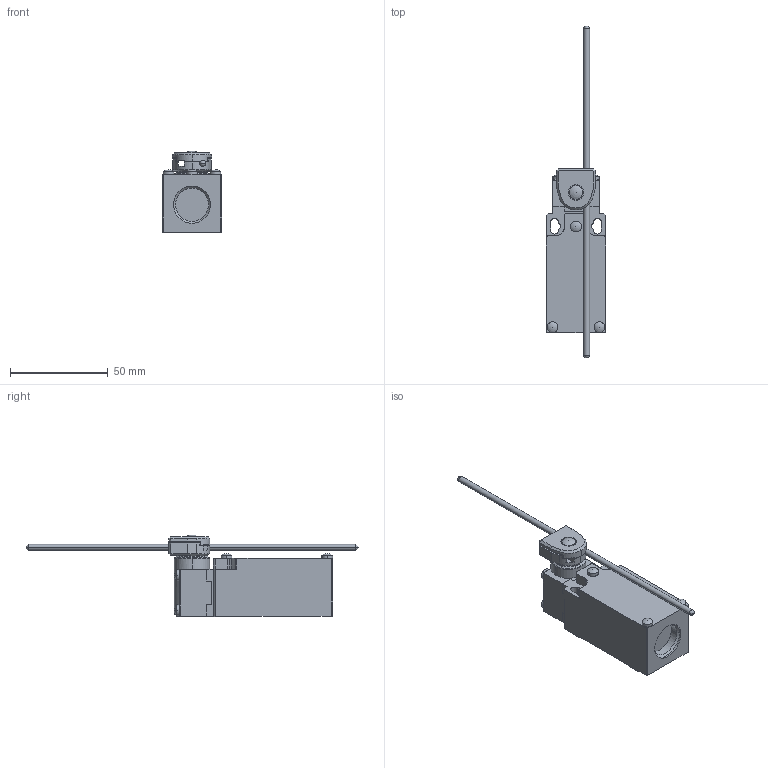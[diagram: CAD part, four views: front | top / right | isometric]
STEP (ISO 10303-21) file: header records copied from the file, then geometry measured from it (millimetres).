
FILE_DESCRIPTION (( 'STEP AP214' ), '1' );
FILE_NAME ('AAM2F71Z11.step', '2019-09-05T21:19:13', ( '' ), ( '' ), 'SwSTEP 2.0', 'SolidWorks 2018', '' );
FILE_SCHEMA (( 'AUTOMOTIVE_DESIGN' ));
Length unit declared in the file: inch
Products named in the file (1): AAM2F71Z11
Bounding box: 30.3 x 170 x 41.97 mm (x, y, z)
Volume: 67688.7 mm3; surface area: 18006.9 mm2
Topology: 4 solids, 4 shells, 273 faces, 728 edges, 464 vertices
Faces by surface type: plane 149, cylinder 92, sphere 16, cone 9, torus 7
Entity records: 12104 total; most frequent: CARTESIAN_POINT 1643, DIRECTION 1454, ORIENTED_EDGE 1424, EDGE_CURVE 712, AXIS2_PLACEMENT_3D 499, VERTEX_POINT 456, LINE 456, VECTOR 456
